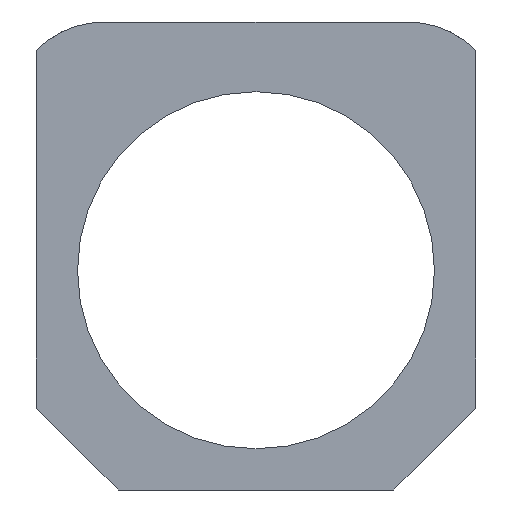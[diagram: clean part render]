
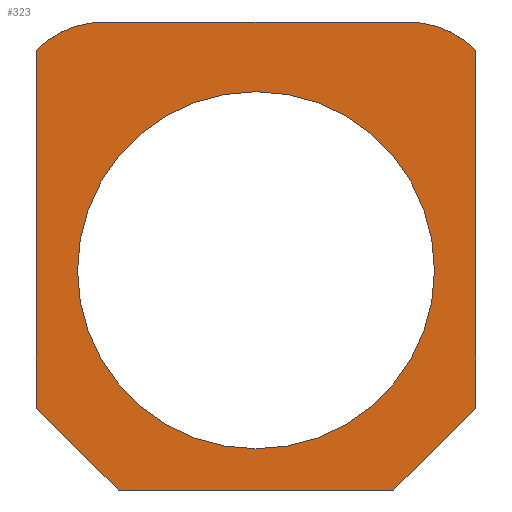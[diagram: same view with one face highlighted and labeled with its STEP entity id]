
A CAD part, top view. The second image highlights one B-rep face of the part: STEP entity #323.
In plain terms, the highlighted planar face has unit normal (0, 0, 1).
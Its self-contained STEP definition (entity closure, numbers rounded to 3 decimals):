
#22 = VERTEX_POINT('',#23);
#23 = CARTESIAN_POINT('',(-15.879,15.898,0.));
#34 = EDGE_CURVE('',#22,#35,#37,.T.);
#35 = VERTEX_POINT('',#36);
#36 = CARTESIAN_POINT('',(-15.879,-9.962,0.));
#37 = LINE('',#38,#39);
#38 = CARTESIAN_POINT('',(-15.879,22.,0.));
#39 = VECTOR('',#40,1.);
#40 = DIRECTION('',(0.,-1.,0.));
#73 = VERTEX_POINT('',#74);
#74 = CARTESIAN_POINT('',(-10.939,17.939,0.));
#80 = EDGE_CURVE('',#22,#73,#81,.T.);
#81 = CIRCLE('',#82,7.);
#82 = AXIS2_PLACEMENT_3D('',#83,#84,#85);
#83 = CARTESIAN_POINT('',(-10.939,10.939,0.));
#84 = DIRECTION('',(0.,0.,-1.));
#85 = DIRECTION('',(1.,0.,0.));
#164 = EDGE_CURVE('',#35,#165,#167,.T.);
#165 = VERTEX_POINT('',#166);
#166 = CARTESIAN_POINT('',(-9.962,-15.879,0.));
#167 = LINE('',#168,#169);
#168 = CARTESIAN_POINT('',(-15.879,-9.962,0.));
#169 = VECTOR('',#170,1.);
#170 = DIRECTION('',(0.707,-0.707,0.));
#189 = EDGE_CURVE('',#190,#73,#192,.T.);
#190 = VERTEX_POINT('',#191);
#191 = CARTESIAN_POINT('',(10.939,17.939,0.));
#192 = LINE('',#193,#194);
#193 = CARTESIAN_POINT('',(-13.409,17.939,0.));
#194 = VECTOR('',#195,1.);
#195 = DIRECTION('',(-1.,0.,0.));
#214 = VERTEX_POINT('',#215);
#215 = CARTESIAN_POINT('',(15.879,15.898,0.));
#224 = EDGE_CURVE('',#190,#214,#225,.T.);
#225 = CIRCLE('',#226,7.);
#226 = AXIS2_PLACEMENT_3D('',#227,#228,#229);
#227 = CARTESIAN_POINT('',(10.939,10.939,0.));
#228 = DIRECTION('',(0.,0.,-1.));
#229 = DIRECTION('',(1.,0.,0.));
#239 = EDGE_CURVE('',#165,#240,#242,.T.);
#240 = VERTEX_POINT('',#241);
#241 = CARTESIAN_POINT('',(9.962,-15.879,0.));
#242 = LINE('',#243,#244);
#243 = CARTESIAN_POINT('',(-9.962,-15.879,0.));
#244 = VECTOR('',#245,1.);
#245 = DIRECTION('',(1.,0.,0.));
#263 = VERTEX_POINT('',#264);
#264 = CARTESIAN_POINT('',(15.879,-9.962,0.));
#269 = EDGE_CURVE('',#263,#214,#270,.T.);
#270 = LINE('',#271,#272);
#271 = CARTESIAN_POINT('',(15.879,-9.962,0.));
#272 = VECTOR('',#273,1.);
#273 = DIRECTION('',(0.,1.,0.));
#285 = EDGE_CURVE('',#240,#263,#286,.T.);
#286 = LINE('',#287,#288);
#287 = CARTESIAN_POINT('',(9.962,-15.879,0.));
#288 = VECTOR('',#289,1.);
#289 = DIRECTION('',(0.707,0.707,0.));
#303 = VERTEX_POINT('',#304);
#304 = CARTESIAN_POINT('',(12.9,0.,0.));
#310 = EDGE_CURVE('',#303,#303,#311,.T.);
#311 = CIRCLE('',#312,12.9);
#312 = AXIS2_PLACEMENT_3D('',#313,#314,#315);
#313 = CARTESIAN_POINT('',(0.,0.,0.));
#314 = DIRECTION('',(0.,0.,-1.));
#315 = DIRECTION('',(1.,0.,0.));
#323 = ADVANCED_FACE('',(#324,#334),#337,.T.);
#324 = FACE_BOUND('',#325,.T.);
#325 = EDGE_LOOP('',(#326,#327,#328,#329,#330,#331,#332,#333));
#326 = ORIENTED_EDGE('',*,*,#80,.F.);
#327 = ORIENTED_EDGE('',*,*,#34,.T.);
#328 = ORIENTED_EDGE('',*,*,#164,.T.);
#329 = ORIENTED_EDGE('',*,*,#239,.T.);
#330 = ORIENTED_EDGE('',*,*,#285,.T.);
#331 = ORIENTED_EDGE('',*,*,#269,.T.);
#332 = ORIENTED_EDGE('',*,*,#224,.F.);
#333 = ORIENTED_EDGE('',*,*,#189,.T.);
#334 = FACE_BOUND('',#335,.T.);
#335 = EDGE_LOOP('',(#336));
#336 = ORIENTED_EDGE('',*,*,#310,.T.);
#337 = PLANE('',#338);
#338 = AXIS2_PLACEMENT_3D('',#339,#340,#341);
#339 = CARTESIAN_POINT('',(0.,1.663,0.));
#340 = DIRECTION('',(0.,0.,1.));
#341 = DIRECTION('',(1.,0.,-0.));
